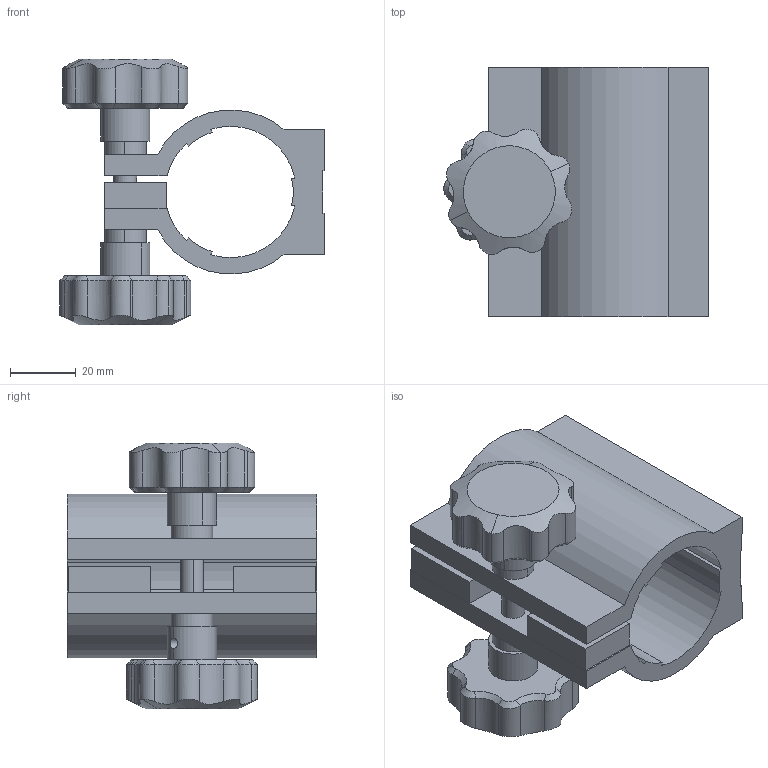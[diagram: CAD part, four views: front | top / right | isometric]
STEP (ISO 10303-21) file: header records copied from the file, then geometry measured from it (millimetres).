
FILE_DESCRIPTION (( 'STEP AP203' ), '1' );
FILE_NAME ('07RCP-1.STEP', '2016-04-25T03:32:52', ( '' ), ( '' ), 'SwSTEP 2.0', 'SolidWorks 2016', '' );
FILE_SCHEMA (( 'CONFIG_CONTROL_DESIGN' ));
Length unit declared in the file: millimetre
Products named in the file (1): 07RCP-1
Bounding box: 80.57 x 76 x 81 mm (x, y, z)
Volume: 123768.7 mm3; surface area: 45578.6 mm2
Topology: 8 solids, 8 shells, 245 faces, 601 edges, 367 vertices
Faces by surface type: cylinder 125, cone 68, plane 52
Entity records: 7956 total; most frequent: CARTESIAN_POINT 2094, DIRECTION 1251, ORIENTED_EDGE 1166, EDGE_CURVE 583, AXIS2_PLACEMENT_3D 496, VERTEX_POINT 367, EDGE_LOOP 286, VECTOR 259
